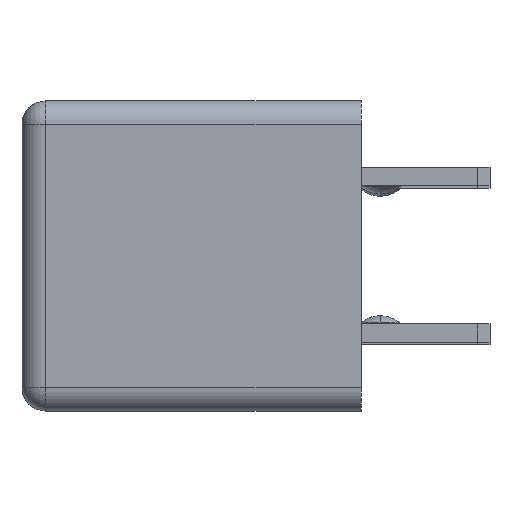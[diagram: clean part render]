
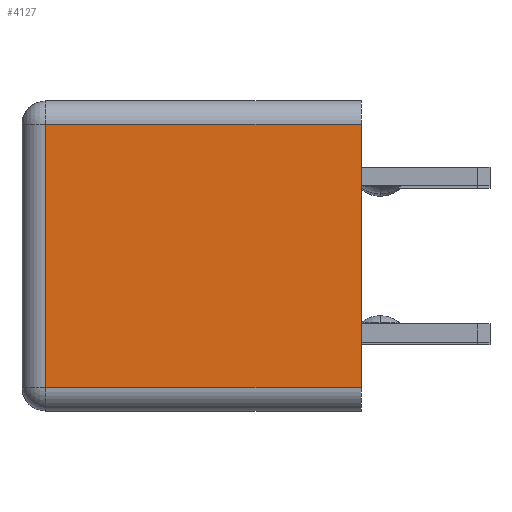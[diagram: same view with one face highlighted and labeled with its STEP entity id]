
A CAD part, left-side view. The second image highlights one B-rep face of the part: STEP entity #4127.
In plain terms, the highlighted planar face has unit normal (-1, 0, 0).
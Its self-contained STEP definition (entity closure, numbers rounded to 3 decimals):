
#2186 = PLANE('',#2187);
#2187 = AXIS2_PLACEMENT_3D('',#2188,#2189,#2190);
#2188 = CARTESIAN_POINT('',(9.47,-3.323,-3.14));
#2189 = DIRECTION('',(0.,1.,0.));
#2190 = DIRECTION('',(0.,-0.,1.));
#3635 = VERTEX_POINT('',#3636);
#3636 = CARTESIAN_POINT('',(-9.834,3.535,-3.14));
#3651 = CYLINDRICAL_SURFACE('',#3652,0.508);
#3652 = AXIS2_PLACEMENT_3D('',#3653,#3654,#3655);
#3653 = CARTESIAN_POINT('',(-9.326,4.043,-3.14));
#3654 = DIRECTION('',(0.,-1.,0.));
#3655 = DIRECTION('',(0.,0.,-1.));
#3700 = CYLINDRICAL_SURFACE('',#3701,0.508);
#3701 = AXIS2_PLACEMENT_3D('',#3702,#3703,#3704);
#3702 = CARTESIAN_POINT('',(-9.326,3.535,-3.14));
#3703 = DIRECTION('',(0.,0.,-1.));
#3704 = DIRECTION('',(-1.,0.,0.));
#3716 = EDGE_CURVE('',#3717,#3635,#3719,.T.);
#3717 = VERTEX_POINT('',#3718);
#3718 = CARTESIAN_POINT('',(-9.834,3.535,2.575));
#3719 = SURFACE_CURVE('',#3720,(#3724,#3731),.PCURVE_S1.);
#3720 = LINE('',#3721,#3722);
#3721 = CARTESIAN_POINT('',(-9.834,3.535,-3.14));
#3722 = VECTOR('',#3723,1.);
#3723 = DIRECTION('',(0.,0.,-1.));
#3724 = PCURVE('',#3700,#3725);
#3725 = DEFINITIONAL_REPRESENTATION('',(#3726),#3730);
#3726 = LINE('',#3727,#3728);
#3727 = CARTESIAN_POINT('',(0.,0.));
#3728 = VECTOR('',#3729,1.);
#3729 = DIRECTION('',(0.,1.));
#3730 = ( GEOMETRIC_REPRESENTATION_CONTEXT(2) 
PARAMETRIC_REPRESENTATION_CONTEXT() REPRESENTATION_CONTEXT('2D SPACE',''
  ) );
#3731 = PCURVE('',#3732,#3737);
#3732 = PLANE('',#3733);
#3733 = AXIS2_PLACEMENT_3D('',#3734,#3735,#3736);
#3734 = CARTESIAN_POINT('',(-9.834,4.043,-3.14));
#3735 = DIRECTION('',(1.,0.,0.));
#3736 = DIRECTION('',(0.,0.,-1.));
#3737 = DEFINITIONAL_REPRESENTATION('',(#3738),#3742);
#3738 = LINE('',#3739,#3740);
#3739 = CARTESIAN_POINT('',(0.,-0.508));
#3740 = VECTOR('',#3741,1.);
#3741 = DIRECTION('',(1.,0.));
#3742 = ( GEOMETRIC_REPRESENTATION_CONTEXT(2) 
PARAMETRIC_REPRESENTATION_CONTEXT() REPRESENTATION_CONTEXT('2D SPACE',''
  ) );
#3837 = CYLINDRICAL_SURFACE('',#3838,0.508);
#3838 = AXIS2_PLACEMENT_3D('',#3839,#3840,#3841);
#3839 = CARTESIAN_POINT('',(-9.326,4.043,2.575));
#3840 = DIRECTION('',(0.,-1.,0.));
#3841 = DIRECTION('',(0.,0.,-1.));
#4083 = EDGE_CURVE('',#3717,#4084,#4086,.T.);
#4084 = VERTEX_POINT('',#4085);
#4085 = CARTESIAN_POINT('',(-9.834,-3.323,2.575));
#4086 = SURFACE_CURVE('',#4087,(#4091,#4098),.PCURVE_S1.);
#4087 = LINE('',#4088,#4089);
#4088 = CARTESIAN_POINT('',(-9.834,4.043,2.575));
#4089 = VECTOR('',#4090,1.);
#4090 = DIRECTION('',(0.,-1.,0.));
#4091 = PCURVE('',#3837,#4092);
#4092 = DEFINITIONAL_REPRESENTATION('',(#4093),#4097);
#4093 = LINE('',#4094,#4095);
#4094 = CARTESIAN_POINT('',(4.712,0.));
#4095 = VECTOR('',#4096,1.);
#4096 = DIRECTION('',(0.,1.));
#4097 = ( GEOMETRIC_REPRESENTATION_CONTEXT(2) 
PARAMETRIC_REPRESENTATION_CONTEXT() REPRESENTATION_CONTEXT('2D SPACE',''
  ) );
#4098 = PCURVE('',#3732,#4099);
#4099 = DEFINITIONAL_REPRESENTATION('',(#4100),#4104);
#4100 = LINE('',#4101,#4102);
#4101 = CARTESIAN_POINT('',(-5.715,0.));
#4102 = VECTOR('',#4103,1.);
#4103 = DIRECTION('',(0.,-1.));
#4104 = ( GEOMETRIC_REPRESENTATION_CONTEXT(2) 
PARAMETRIC_REPRESENTATION_CONTEXT() REPRESENTATION_CONTEXT('2D SPACE',''
  ) );
#4127 = ADVANCED_FACE('',(#4128),#3732,.F.);
#4128 = FACE_BOUND('',#4129,.T.);
#4129 = EDGE_LOOP('',(#4130,#4131,#4132,#4155));
#4130 = ORIENTED_EDGE('',*,*,#4083,.F.);
#4131 = ORIENTED_EDGE('',*,*,#3716,.T.);
#4132 = ORIENTED_EDGE('',*,*,#4133,.T.);
#4133 = EDGE_CURVE('',#3635,#4134,#4136,.T.);
#4134 = VERTEX_POINT('',#4135);
#4135 = CARTESIAN_POINT('',(-9.834,-3.323,-3.14)
  );
#4136 = SURFACE_CURVE('',#4137,(#4141,#4148),.PCURVE_S1.);
#4137 = LINE('',#4138,#4139);
#4138 = CARTESIAN_POINT('',(-9.834,4.043,-3.14));
#4139 = VECTOR('',#4140,1.);
#4140 = DIRECTION('',(0.,-1.,0.));
#4141 = PCURVE('',#3732,#4142);
#4142 = DEFINITIONAL_REPRESENTATION('',(#4143),#4147);
#4143 = LINE('',#4144,#4145);
#4144 = CARTESIAN_POINT('',(0.,0.));
#4145 = VECTOR('',#4146,1.);
#4146 = DIRECTION('',(0.,-1.));
#4147 = ( GEOMETRIC_REPRESENTATION_CONTEXT(2) 
PARAMETRIC_REPRESENTATION_CONTEXT() REPRESENTATION_CONTEXT('2D SPACE',''
  ) );
#4148 = PCURVE('',#3651,#4149);
#4149 = DEFINITIONAL_REPRESENTATION('',(#4150),#4154);
#4150 = LINE('',#4151,#4152);
#4151 = CARTESIAN_POINT('',(4.712,0.));
#4152 = VECTOR('',#4153,1.);
#4153 = DIRECTION('',(0.,1.));
#4154 = ( GEOMETRIC_REPRESENTATION_CONTEXT(2) 
PARAMETRIC_REPRESENTATION_CONTEXT() REPRESENTATION_CONTEXT('2D SPACE',''
  ) );
#4155 = ORIENTED_EDGE('',*,*,#4156,.T.);
#4156 = EDGE_CURVE('',#4134,#4084,#4157,.T.);
#4157 = SURFACE_CURVE('',#4158,(#4162,#4169),.PCURVE_S1.);
#4158 = LINE('',#4159,#4160);
#4159 = CARTESIAN_POINT('',(-9.834,-3.323,-3.14)
  );
#4160 = VECTOR('',#4161,1.);
#4161 = DIRECTION('',(0.,0.,1.));
#4162 = PCURVE('',#3732,#4163);
#4163 = DEFINITIONAL_REPRESENTATION('',(#4164),#4168);
#4164 = LINE('',#4165,#4166);
#4165 = CARTESIAN_POINT('',(0.,-7.366));
#4166 = VECTOR('',#4167,1.);
#4167 = DIRECTION('',(-1.,0.));
#4168 = ( GEOMETRIC_REPRESENTATION_CONTEXT(2) 
PARAMETRIC_REPRESENTATION_CONTEXT() REPRESENTATION_CONTEXT('2D SPACE',''
  ) );
#4169 = PCURVE('',#2186,#4170);
#4170 = DEFINITIONAL_REPRESENTATION('',(#4171),#4175);
#4171 = LINE('',#4172,#4173);
#4172 = CARTESIAN_POINT('',(0.,-19.304));
#4173 = VECTOR('',#4174,1.);
#4174 = DIRECTION('',(1.,0.));
#4175 = ( GEOMETRIC_REPRESENTATION_CONTEXT(2) 
PARAMETRIC_REPRESENTATION_CONTEXT() REPRESENTATION_CONTEXT('2D SPACE',''
  ) );
